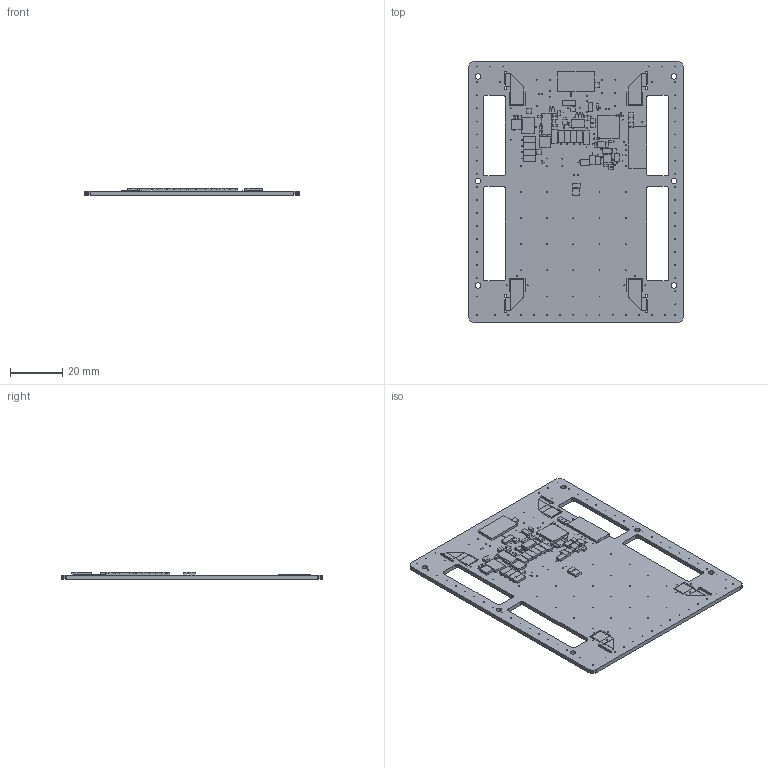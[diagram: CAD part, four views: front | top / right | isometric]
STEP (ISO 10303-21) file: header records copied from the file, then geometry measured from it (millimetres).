
FILE_DESCRIPTION (( 'STEP AP203' ), '1' );
FILE_NAME ('1u_panel.STEP', '2017-01-23T18:58:45', ( '' ), ( '' ), 'SwSTEP 2.0', 'SolidWorks 2015', '' );
FILE_SCHEMA (( 'CONFIG_CONTROL_DESIGN' ));
Length unit declared in the file: millimetre
Products named in the file (38): _0402-B-NOSILK_1; _0402-B-NOSILK_1_11; _0402-B-NOSILK_1_10; _0402-B-NOSILK_1_4; _0402-B-NOSILK_1_6; _0402-B-NOSILK_1_13; MSOP10_1; 1u_panel; _0402-B-NOSILK_1_8; DO214AC_1; _0603-B-NOSILK_1; _0805-B-NOSILK_1_2; _0805-B-NOSILK_1_3; _0805-B-NOSILK_1; SOT23-8_TI-DCN_1; _0402-B-NOSILK_1_12; CF-2MM-RA-1X8-PRECIDIP-831_1; C0603_1; SOT23-5_1; SOT23HOLE_1; SOT23_1; QFP32-7X7_1; L2012C_1; DO214AC_1_2; CON-1_27-F-HARTING-1522012X601XXX_1; _0402-B-NOSILK_1_2; VISHAY-DALE-IFSR-1515AHER_1; _0402-B-NOSILK_1_3; 1206-B_1; SO8_1; ALTA-FIVE-CELL-THROUGH-SLOT; TSSOP-8_1; _0402-B-NOSILK_1_5; CRYSTAL_2_5X2_1; _0402-B-NOSILK_1_9; PCB_1; 2MM-TEST-POINT_1; _0402-B-NOSILK_1_7
Assembly tree (71 placements, depth 2):
  1u_panel
    PCB_1
    1206-B_1  x8
    _0402-B-NOSILK_1  x10
    _0402-B-NOSILK_1_2  x2
    _0402-B-NOSILK_1_3
    _0402-B-NOSILK_1_4
    _0603-B-NOSILK_1
    C0603_1  x2
    CON-1_27-F-HARTING-1522012X601XXX_1
    CF-2MM-RA-1X8-PRECIDIP-831_1
    DO214AC_1  x2
    DO214AC_1_2
    L2012C_1
    VISHAY-DALE-IFSR-1515AHER_1
    ALTA-FIVE-CELL-THROUGH-SLOT
    SOT23_1
    SO8_1
    SOT23HOLE_1
    _0402-B-NOSILK_1_5  x3
    _0402-B-NOSILK_1_6
    _0402-B-NOSILK_1_7  x3
    _0805-B-NOSILK_1
    _0402-B-NOSILK_1_8
    _0402-B-NOSILK_1_9
    _0805-B-NOSILK_1_2
    _0402-B-NOSILK_1_10
    _0402-B-NOSILK_1_11
    _0805-B-NOSILK_1_3
    _0402-B-NOSILK_1_12
    _0402-B-NOSILK_1_13  x2
    2MM-TEST-POINT_1  x11
    TSSOP-8_1
    SOT23-8_TI-DCN_1
    SOT23-5_1
    MSOP10_1
    QFP32-7X7_1
    CRYSTAL_2_5X2_1
Bounding box: 82 x 100 x 2.75 mm (x, y, z)
Volume: 13002.1 mm3; surface area: 27471.5 mm2
Topology: 71 solids, 71 shells, 1210 faces, 3180 edges, 2116 vertices
Faces by surface type: plane 734, cylinder 476
Entity records: 38380 total; most frequent: DIRECTION 5848, CARTESIAN_POINT 5756, ORIENTED_EDGE 5544, EDGE_CURVE 2772, AXIS2_PLACEMENT_3D 2016, VERTEX_POINT 1844, LINE 1816, VECTOR 1816
